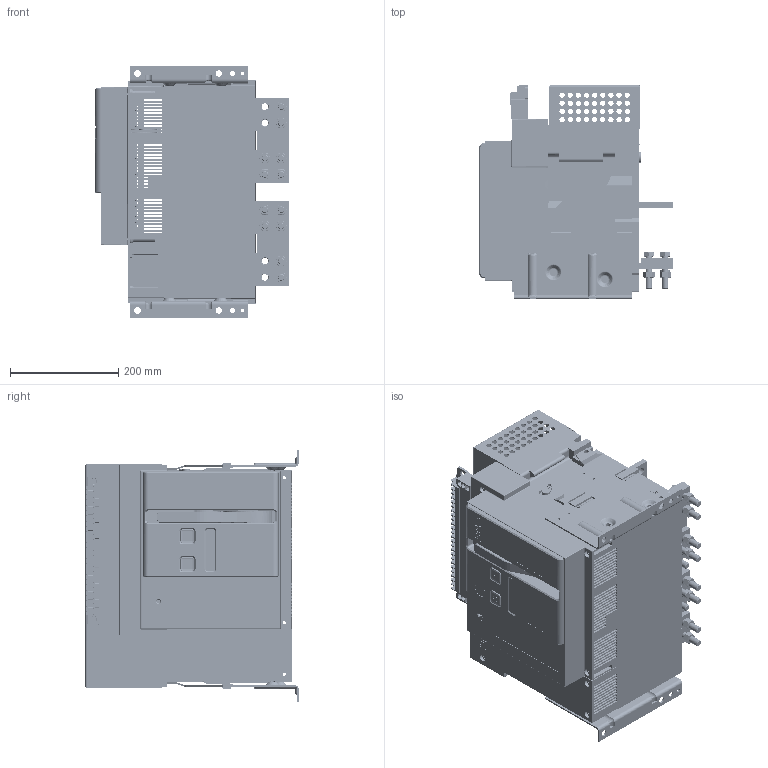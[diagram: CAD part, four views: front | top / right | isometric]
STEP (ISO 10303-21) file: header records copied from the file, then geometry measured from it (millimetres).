
FILE_DESCRIPTION((''),'2;1');
FILE_NAME('22510148P10_ASM_10_SW0001','2024-09-09T',('zhongyao.huang'),(''),'PRO/ENGINEER BY PARAMETRIC TECHNOLOGY CORPORATION, 2015440','PRO/ENGINEER BY PARAMETRIC TECHNOLOGY CORPORATION, 2015440','');
FILE_SCHEMA(('CONFIG_CONTROL_DESIGN'));
Products named in the file (1): 22510148P10_ASM_10_SW0001
Bounding box: 358.8 x 393 x 463 mm (x, y, z)
Volume: 20822615.1 mm3; surface area: 2599479.9 mm2
Topology: 3 solids, 12 shells, 7329 faces, 20475 edges, 13355 vertices
Faces by surface type: plane 4647, cylinder 1874, cone 488, torus 139, extrusion 102, bspline 66, sphere 13
Entity records: 254818 total; most frequent: CARTESIAN_POINT 62867, ORIENTED_EDGE 40924, DIRECTION 38584, EDGE_CURVE 20462, VECTOR 14756, LINE 14654, VERTEX_POINT 13355, AXIS2_PLACEMENT_3D 11914
